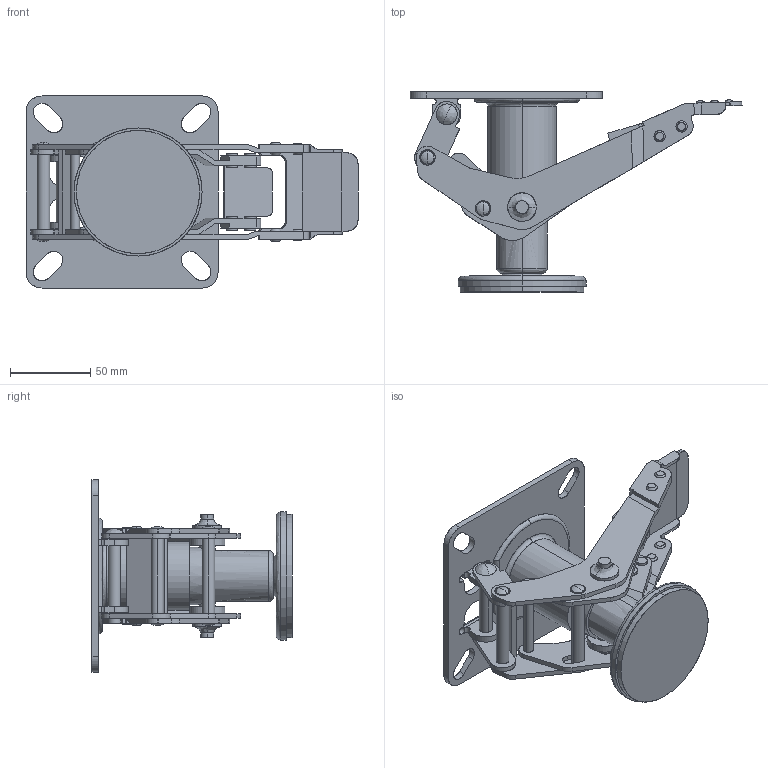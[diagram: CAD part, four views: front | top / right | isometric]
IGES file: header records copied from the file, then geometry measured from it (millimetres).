
Start section: SolidWorks IGES file using analytic representation for surfaces
Global section: file name: K-1900-2.IGS,15; native system: HSolidWorks 2018; preprocessor: SolidWorks 2018; author: 1337yo; date: 200708.164246; units: millimetre
Bounding box: 207.46 x 125 x 120 mm (x, y, z)
Surface area: 125336.1 mm2 (no closed solid volume)
Topology: 0 solids, 0 shells, 428 faces, 7757 edges, 7751 vertices
Faces by surface type: revolution 232, bspline 196
